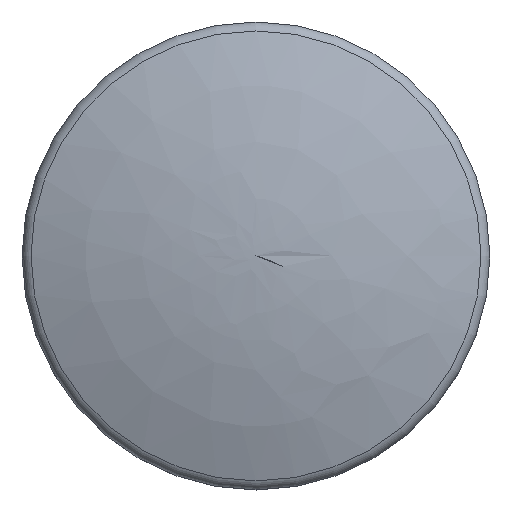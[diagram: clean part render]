
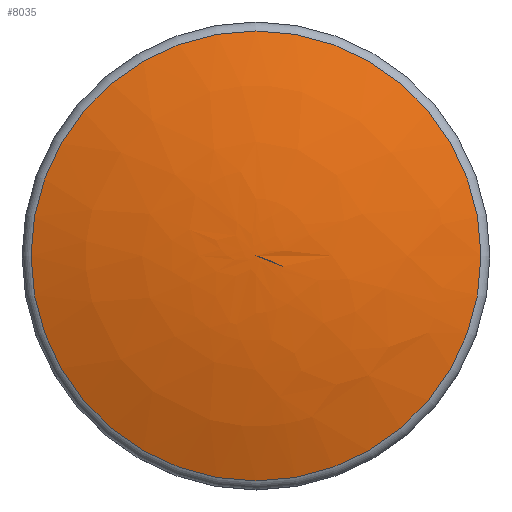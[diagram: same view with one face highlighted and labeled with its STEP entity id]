
A CAD part, top view. The second image highlights one B-rep face of the part: STEP entity #8035.
In plain terms, the highlighted free-form (B-spline) face has degree [2, 2] with [3, 9] control points.
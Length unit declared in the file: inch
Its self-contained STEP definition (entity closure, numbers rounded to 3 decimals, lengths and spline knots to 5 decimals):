
#7985=CARTESIAN_POINT('',(0.,-0.4543,1.1175));
#7986=VERTEX_POINT('',#7985);
#7987=CARTESIAN_POINT('',(0.0,0.,1.1175));
#7988=DIRECTION('',(0.0,0.0,-1.0));
#7989=DIRECTION('',(0.0,1.0,0.0));
#7990=AXIS2_PLACEMENT_3D('',#7987,#7988,#7989);
#7991=CIRCLE('',#7990,0.4543);
#7992=EDGE_CURVE('',#7986,#7986,#7991,.T.);
#7997=CARTESIAN_POINT('',(0.,0.,1.19996));
#7998=CARTESIAN_POINT('',(0.2342,0.,1.19758));
#7999=CARTESIAN_POINT('',(0.4543,0.,1.1175));
#8000=CARTESIAN_POINT('',(0.,0.,1.19996));
#8001=CARTESIAN_POINT('',(0.2342,0.2342,1.19758));
#8002=CARTESIAN_POINT('',(0.4543,0.4543,1.1175));
#8003=CARTESIAN_POINT('',(0.,0.,1.19996));
#8004=CARTESIAN_POINT('',(0.,0.2342,1.19758));
#8005=CARTESIAN_POINT('',(0.,0.4543,1.1175));
#8006=CARTESIAN_POINT('',(0.,0.,1.19996));
#8007=CARTESIAN_POINT('',(-0.2342,0.2342,1.19758));
#8008=CARTESIAN_POINT('',(-0.4543,0.4543,1.1175));
#8009=CARTESIAN_POINT('',(0.,0.,1.19996));
#8010=CARTESIAN_POINT('',(-0.2342,0.,1.19758));
#8011=CARTESIAN_POINT('',(-0.4543,0.,1.1175));
#8012=CARTESIAN_POINT('',(0.,0.,1.19996));
#8013=CARTESIAN_POINT('',(-0.2342,-0.2342,1.19758));
#8014=CARTESIAN_POINT('',(-0.4543,-0.4543,1.1175));
#8015=CARTESIAN_POINT('',(0.,0.,1.19996));
#8016=CARTESIAN_POINT('',(0.,-0.2342,1.19758));
#8017=CARTESIAN_POINT('',(0.,-0.4543,1.1175));
#8018=CARTESIAN_POINT('',(0.,0.,1.19996));
#8019=CARTESIAN_POINT('',(0.2342,-0.2342,1.19758));
#8020=CARTESIAN_POINT('',(0.4543,-0.4543,1.1175));
#8021=CARTESIAN_POINT('',(0.,0.,1.19996));
#8022=CARTESIAN_POINT('',(0.2342,0.,1.19758));
#8023=CARTESIAN_POINT('',(0.4543,0.,1.1175));
#8031=(BOUNDED_SURFACE()B_SPLINE_SURFACE(2,2,((#7997,#8000,#8003,#8006,#8009,#8012,#8015,#8018,#8021),(#7998,#8001,#8004,#8007,#8010,#8013,#8016,#8019,#8022),(#7999,#8002,#8005,#8008,#8011,#8014,#8017,#8020,#8023)),.UNSPECIFIED.,.F.,.T.,.U.)B_SPLINE_SURFACE_WITH_KNOTS((3,3),(3,2,2,2,3),(-1.56066,-1.22184),(0.0,1.5708,3.14159,4.71239,6.28319),.UNSPECIFIED.)GEOMETRIC_REPRESENTATION_ITEM()RATIONAL_B_SPLINE_SURFACE(((1.0,0.707,1.0,0.707,1.0,0.707,1.0,0.707,1.0),(0.986,0.697,0.986,0.697,0.986,0.697,0.986,0.697,0.986),(1.0,0.707,1.0,0.707,1.0,0.707,1.0,0.707,1.0)))REPRESENTATION_ITEM('')SURFACE());
#8032=ORIENTED_EDGE('',*,*,#7992,.F.);
#8033=EDGE_LOOP('',(#8032));
#8034=FACE_OUTER_BOUND('',#8033,.T.);
#8035=ADVANCED_FACE('',(#8034),#8031,.T.);
